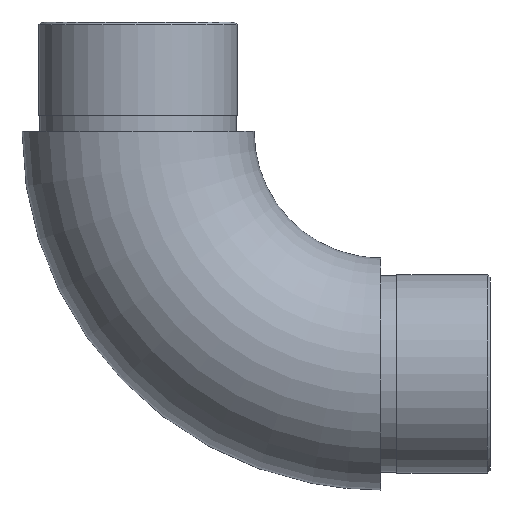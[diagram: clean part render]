
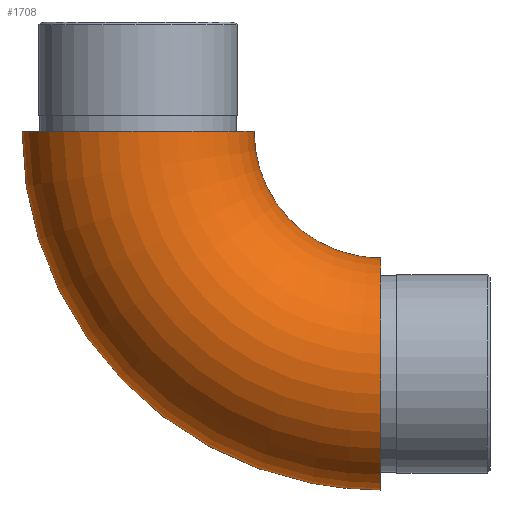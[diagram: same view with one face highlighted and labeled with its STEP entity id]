
A CAD part, left-side view. The second image highlights one B-rep face of the part: STEP entity #1708.
In plain terms, the highlighted toroidal (fillet/blend) face has major radius 44.3 mm and minor radius 21.2 mm.
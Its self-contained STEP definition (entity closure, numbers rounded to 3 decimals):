
#1193 = AXIS2_PLACEMENT_3D ( 'NONE', #3185, #5205, #3233 ) ;
#1677 = CARTESIAN_POINT ( 'NONE',  ( 0., 44.3, 65.5 ) ) ;
#1708 = ADVANCED_FACE ( 'NONE', ( #9915, #12645 ), #10228, .T. ) ;
#1925 = VERTEX_POINT ( 'NONE', #6753 ) ;
#2106 = ORIENTED_EDGE ( 'NONE', *, *, #12334, .T. ) ;
#2182 = AXIS2_PLACEMENT_3D ( 'NONE', #1677, #4685, #4735 ) ;
#2978 = EDGE_LOOP ( 'NONE', ( #2106 ) ) ;
#3031 = EDGE_CURVE ( 'NONE', #11358, #11358, #6724, .T. ) ;
#3185 = CARTESIAN_POINT ( 'NONE',  ( 0., 0., 21.2 ) ) ;
#3233 = DIRECTION ( 'NONE',  ( 0., 0., 1. ) ) ;
#3554 = CIRCLE ( 'NONE', #1193, 21.2 ) ;
#3714 = AXIS2_PLACEMENT_3D ( 'NONE', #10615, #4522, #8597 ) ;
#4522 = DIRECTION ( 'NONE',  ( -1., 0., 0. ) ) ;
#4685 = DIRECTION ( 'NONE',  ( 0., 0., 1. ) ) ;
#4735 = DIRECTION ( 'NONE',  ( 0., -1., 0. ) ) ;
#5205 = DIRECTION ( 'NONE',  ( 0., 1., 0. ) ) ;
#6623 = EDGE_LOOP ( 'NONE', ( #9615 ) ) ;
#6724 = CIRCLE ( 'NONE', #2182, 21.2 ) ;
#6753 = CARTESIAN_POINT ( 'NONE',  ( 0., 0., 42.4 ) ) ;
#8597 = DIRECTION ( 'NONE',  ( 0., 0., 1. ) ) ;
#9615 = ORIENTED_EDGE ( 'NONE', *, *, #3031, .F. ) ;
#9915 = FACE_OUTER_BOUND ( 'NONE', #6623, .T. ) ;
#10228 = TOROIDAL_SURFACE ( 'NONE', #3714, 44.3, 21.2 ) ;
#10615 = CARTESIAN_POINT ( 'NONE',  ( 0., 0., 65.5 ) ) ;
#10866 = CARTESIAN_POINT ( 'NONE',  ( 0., 23.1, 65.5 ) ) ;
#11358 = VERTEX_POINT ( 'NONE', #10866 ) ;
#12334 = EDGE_CURVE ( 'NONE', #1925, #1925, #3554, .T. ) ;
#12645 = FACE_OUTER_BOUND ( 'NONE', #2978, .T. ) ;
